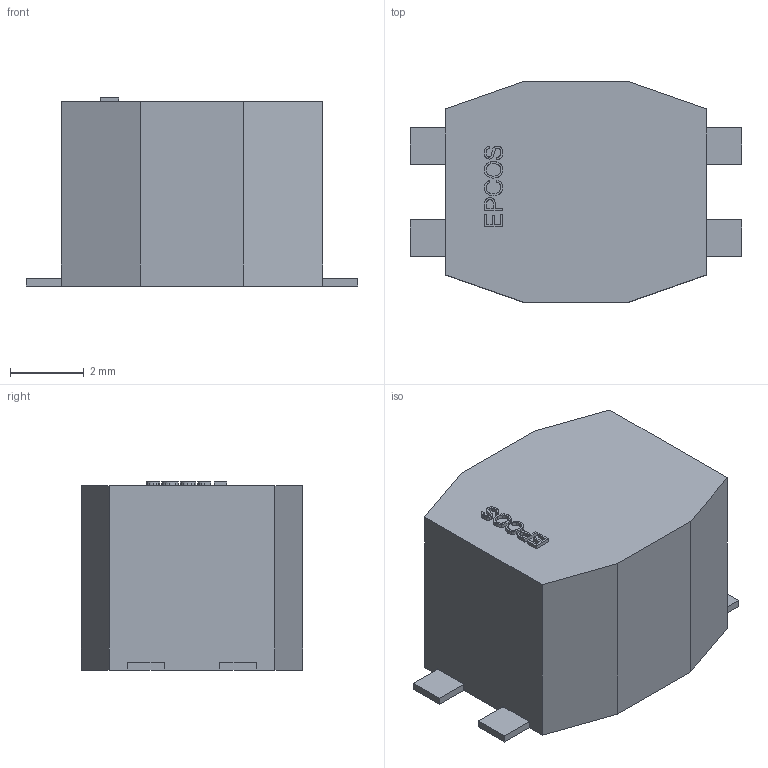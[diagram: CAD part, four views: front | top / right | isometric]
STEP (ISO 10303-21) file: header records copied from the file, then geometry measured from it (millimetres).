
FILE_DESCRIPTION(('FreeCAD Model'),'2;1');
FILE_NAME('Open CASCADE Shape Model','2022-12-20T15:20:13',('Author'),( ''),'Open CASCADE STEP processor 7.6','FreeCAD','Unknown');
FILE_SCHEMA(('AUTOMOTIVE_DESIGN { 1 0 10303 214 1 1 1 1 }'));
Length unit declared in the file: millimetre
Products named in the file (7): Unnamed; Куб; Куб001; Куб002; Куб003; Cut; Sketch
Assembly tree (6 placements, depth 2):
  Unnamed
    Куб
    Куб001
    Куб002
    Куб003
    Cut
    Sketch
Bounding box: 9 x 6 x 5.1 mm (x, y, z)
Volume: 197.7 mm3; surface area: 221 mm2
Topology: 5 solids, 5 shells, 165 faces, 452 edges, 312 vertices
Faces by surface type: extrusion 84, plane 81
Entity records: 11319 total; most frequent: CARTESIAN_POINT 2688, DIRECTION 1240, VECTOR 1064, LINE 980, ORIENTED_EDGE 888, PCURVE 888, DEFINITIONAL_REPRESENTATION 888, EDGE_CURVE 444
